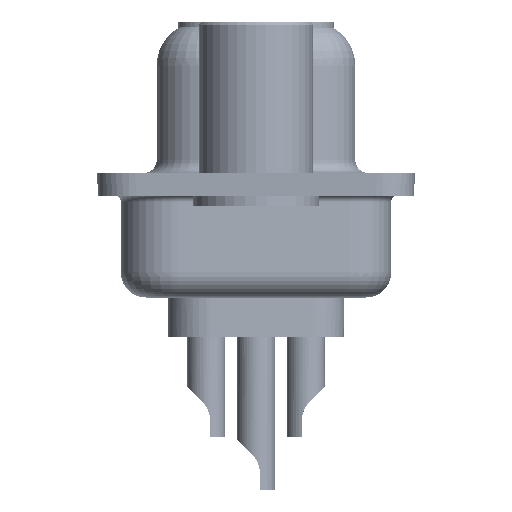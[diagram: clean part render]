
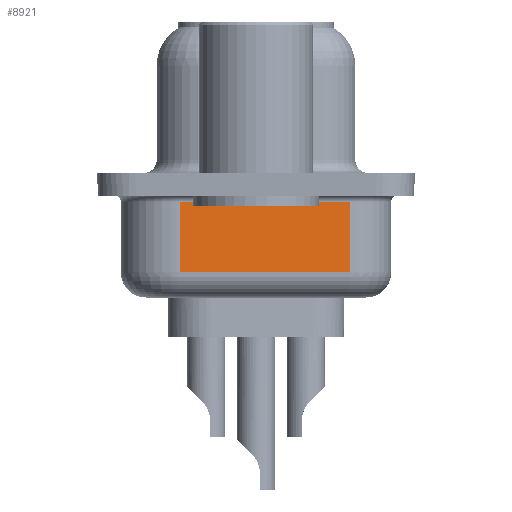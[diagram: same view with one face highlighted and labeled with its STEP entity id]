
A CAD part, left-side view. The second image highlights one B-rep face of the part: STEP entity #8921.
In plain terms, the highlighted planar face has unit normal (-0.985, -0.174, 0).
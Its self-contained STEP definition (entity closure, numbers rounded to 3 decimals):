
#154 = DIRECTION ( 'NONE',  ( 0.174, -0.985, 0. ) ) ;
#714 = FACE_OUTER_BOUND ( 'NONE', #26376, .T. ) ;
#1882 = ORIENTED_EDGE ( 'NONE', *, *, #6509, .T. ) ;
#3822 = LINE ( 'NONE', #21029, #22182 ) ;
#3982 = CARTESIAN_POINT ( 'NONE',  ( 3.13, 3.028, -4.5 ) ) ;
#6509 = EDGE_CURVE ( 'NONE', #14328, #15736, #14008, .T. ) ;
#8921 = ADVANCED_FACE ( 'NONE', ( #714 ), #21249, .F. ) ;
#10157 = CARTESIAN_POINT ( 'NONE',  ( 3.13, 3.028, -3.5 ) ) ;
#11172 = CARTESIAN_POINT ( 'NONE',  ( 3.13, 3.028, -4.5 ) ) ;
#12899 = VECTOR ( 'NONE', #17607, 1000. ) ;
#12940 = CARTESIAN_POINT ( 'NONE',  ( 4.321, -3.722, -0.7 ) ) ;
#14008 = LINE ( 'NONE', #37435, #14065 ) ;
#14065 = VECTOR ( 'NONE', #20527, 1000. ) ;
#14328 = VERTEX_POINT ( 'NONE', #16237 ) ;
#14458 = EDGE_CURVE ( 'NONE', #25347, #14328, #40737, .T. ) ;
#15736 = VERTEX_POINT ( 'NONE', #12940 ) ;
#16237 = CARTESIAN_POINT ( 'NONE',  ( 4.321, -3.722, -3.5 ) ) ;
#17053 = ORIENTED_EDGE ( 'NONE', *, *, #14458, .T. ) ;
#17607 = DIRECTION ( 'NONE',  ( 0., 0., 1. ) ) ;
#18107 = DIRECTION ( 'NONE',  ( 0.985, 0.174, 0. ) ) ;
#20527 = DIRECTION ( 'NONE',  ( 0., 0., 1. ) ) ;
#21029 = CARTESIAN_POINT ( 'NONE',  ( 3.13, 3.028, -0.7 ) ) ;
#21249 = PLANE ( 'NONE',  #36950 ) ;
#22182 = VECTOR ( 'NONE', #41084, 1000. ) ;
#24562 = DIRECTION ( 'NONE',  ( -0.174, 0.985, 0. ) ) ;
#25347 = VERTEX_POINT ( 'NONE', #37128 ) ;
#26293 = VECTOR ( 'NONE', #154, 1000. ) ;
#26376 = EDGE_LOOP ( 'NONE', ( #32375, #17053, #1882, #43908 ) ) ;
#32375 = ORIENTED_EDGE ( 'NONE', *, *, #41050, .F. ) ;
#34531 = LINE ( 'NONE', #3982, #12899 ) ;
#36950 = AXIS2_PLACEMENT_3D ( 'NONE', #11172, #18107, #24562 ) ;
#37128 = CARTESIAN_POINT ( 'NONE',  ( 3.13, 3.028, -3.5 ) ) ;
#37435 = CARTESIAN_POINT ( 'NONE',  ( 4.321, -3.722, -4.5 ) ) ;
#39838 = CARTESIAN_POINT ( 'NONE',  ( 3.13, 3.028, -0.7 ) ) ;
#39900 = VERTEX_POINT ( 'NONE', #39838 ) ;
#40737 = LINE ( 'NONE', #10157, #26293 ) ;
#41050 = EDGE_CURVE ( 'NONE', #25347, #39900, #34531, .T. ) ;
#41084 = DIRECTION ( 'NONE',  ( -0.174, 0.985, 0. ) ) ;
#41749 = EDGE_CURVE ( 'NONE', #15736, #39900, #3822, .T. ) ;
#43908 = ORIENTED_EDGE ( 'NONE', *, *, #41749, .T. ) ;
